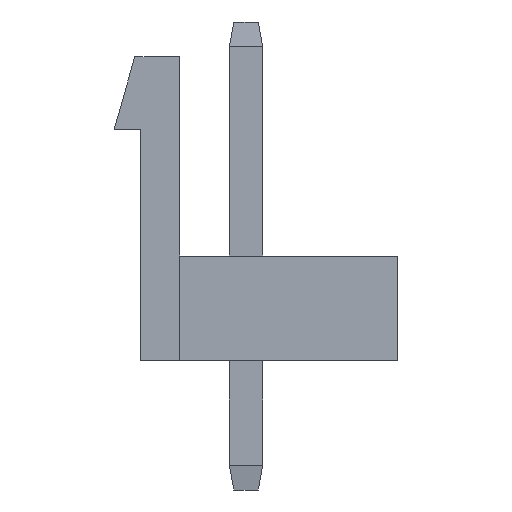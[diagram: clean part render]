
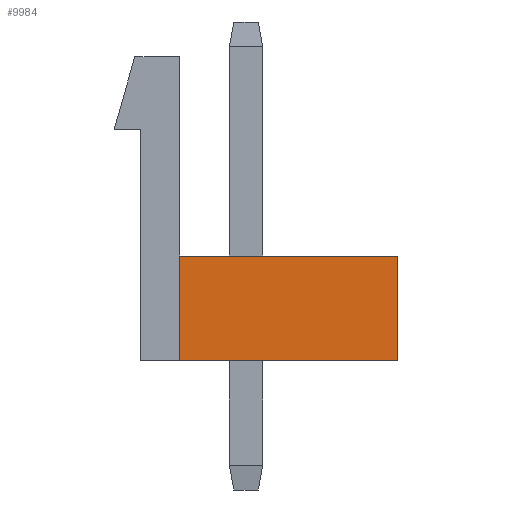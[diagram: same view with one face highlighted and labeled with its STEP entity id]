
A CAD part, left-side view. The second image highlights one B-rep face of the part: STEP entity #9984.
In plain terms, the highlighted planar face has unit normal (-1, 0, 0).
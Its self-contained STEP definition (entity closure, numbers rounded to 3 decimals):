
#696=ORIENTED_EDGE('',*,*,#2357,.T.);
#697=ORIENTED_EDGE('',*,*,#2482,.F.);
#698=ORIENTED_EDGE('',*,*,#2554,.F.);
#699=ORIENTED_EDGE('',*,*,#2556,.T.);
#2357=EDGE_CURVE('',#3355,#3358,#3998,.T.);
#2482=EDGE_CURVE('',#3442,#3358,#4123,.T.);
#2554=EDGE_CURVE('',#3504,#3442,#4195,.T.);
#2556=EDGE_CURVE('',#3504,#3355,#4197,.T.);
#3355=VERTEX_POINT('',#12334);
#3358=VERTEX_POINT('',#12339);
#3442=VERTEX_POINT('',#12599);
#3504=VERTEX_POINT('',#12745);
#3998=LINE('',#12340,#4733);
#4123=LINE('',#12600,#4858);
#4195=LINE('',#12744,#4930);
#4197=LINE('',#12748,#4932);
#4733=VECTOR('',#10798,1000.);
#4858=VECTOR('',#11025,1000.);
#4930=VECTOR('',#11119,1000.);
#4932=VECTOR('',#11123,1000.);
#5547=EDGE_LOOP('',(#696,#697,#698,#699));
#6036=FACE_BOUND('',#5547,.T.);
#6503=PLANE('',#10449);
#9984=ADVANCED_FACE('',(#6036),#6503,.T.);
#10449=AXIS2_PLACEMENT_3D('',#12747,#11121,#11122);
#10798=DIRECTION('',(0.,0.,-1.));
#11025=DIRECTION('',(0.,1.,0.));
#11119=DIRECTION('',(0.,0.,-1.));
#11121=DIRECTION('',(-1.,0.,0.));
#11122=DIRECTION('',(0.,0.,1.));
#11123=DIRECTION('',(0.,1.,0.));
#12334=CARTESIAN_POINT('',(-22.098,2.032,3.2));
#12339=CARTESIAN_POINT('',(-22.098,2.032,-0.003));
#12340=CARTESIAN_POINT('',(-22.098,2.032,3.2));
#12599=CARTESIAN_POINT('',(-22.098,-4.648,-0.003));
#12600=CARTESIAN_POINT('',(-22.098,-4.648,-0.003));
#12744=CARTESIAN_POINT('',(-22.098,-4.648,3.2));
#12745=CARTESIAN_POINT('',(-22.098,-4.648,3.2));
#12747=CARTESIAN_POINT('',(-22.098,-4.648,3.2));
#12748=CARTESIAN_POINT('',(-22.098,-4.648,3.2));
